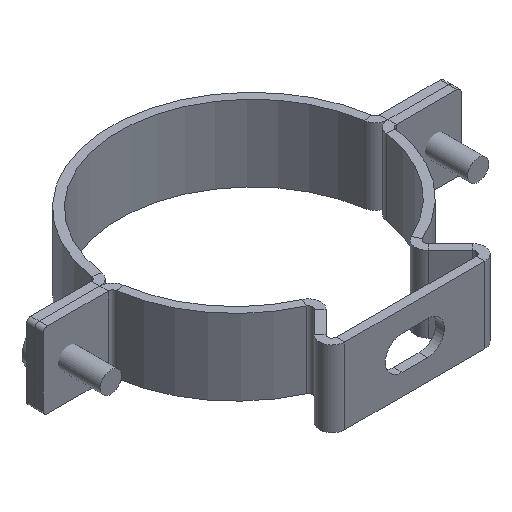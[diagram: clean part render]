
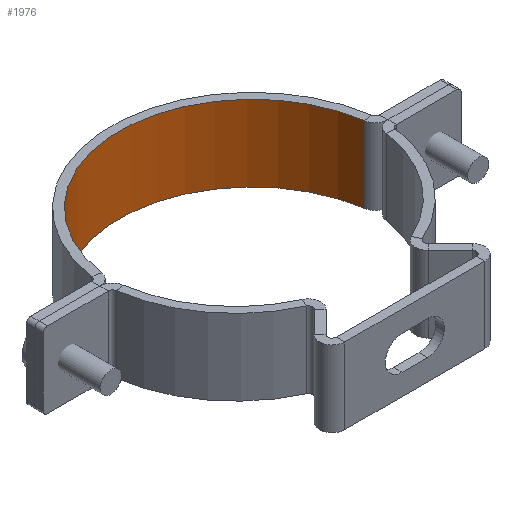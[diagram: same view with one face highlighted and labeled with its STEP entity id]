
A CAD part, isometric view. The second image highlights one B-rep face of the part: STEP entity #1976.
In plain terms, the highlighted cylindrical face has radius 31.5 mm (diameter 63 mm), a partial arc.
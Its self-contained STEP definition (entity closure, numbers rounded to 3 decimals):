
#243=FACE_OUTER_BOUND('',#372,.T.);
#372=EDGE_LOOP('',(#1690,#1691,#1692,#1693));
#531=LINE('',#3316,#698);
#537=LINE('',#3339,#704);
#698=VECTOR('',#2742,10.);
#704=VECTOR('',#2770,10.);
#811=CIRCLE('',#2247,31.5);
#816=CIRCLE('',#2257,31.5);
#947=VERTEX_POINT('',#3313);
#948=VERTEX_POINT('',#3315);
#953=VERTEX_POINT('',#3332);
#954=VERTEX_POINT('',#3338);
#1193=EDGE_CURVE('',#947,#948,#531,.T.);
#1202=EDGE_CURVE('',#953,#948,#811,.T.);
#1205=EDGE_CURVE('',#954,#953,#537,.T.);
#1212=EDGE_CURVE('',#954,#947,#816,.T.);
#1690=ORIENTED_EDGE('',*,*,#1193,.F.);
#1691=ORIENTED_EDGE('',*,*,#1212,.F.);
#1692=ORIENTED_EDGE('',*,*,#1205,.T.);
#1693=ORIENTED_EDGE('',*,*,#1202,.T.);
#1881=CYLINDRICAL_SURFACE('',#2258,31.5);
#1976=ADVANCED_FACE('',(#243),#1881,.F.);
#2247=AXIS2_PLACEMENT_3D('',#3333,#2761,#2762);
#2257=AXIS2_PLACEMENT_3D('',#3351,#2786,#2787);
#2258=AXIS2_PLACEMENT_3D('',#3352,#2788,#2789);
#2742=DIRECTION('',(0.,0.,-1.));
#2761=DIRECTION('center_axis',(0.,0.,-1.));
#2762=DIRECTION('ref_axis',(-0.989,0.145,0.));
#2770=DIRECTION('',(0.,0.,-1.));
#2786=DIRECTION('center_axis',(0.,0.,-1.));
#2787=DIRECTION('ref_axis',(-0.989,0.145,0.));
#2788=DIRECTION('center_axis',(0.,0.,-1.));
#2789=DIRECTION('ref_axis',(-0.989,0.145,0.));
#3313=CARTESIAN_POINT('',(31.167,4.565,9.));
#3315=CARTESIAN_POINT('',(31.167,4.565,-9.));
#3316=CARTESIAN_POINT('',(31.167,4.565,0.));
#3332=CARTESIAN_POINT('',(-31.167,4.565,-9.));
#3333=CARTESIAN_POINT('Origin',(0.,0.,
-9.));
#3338=CARTESIAN_POINT('',(-31.167,4.565,9.));
#3339=CARTESIAN_POINT('',(-31.167,4.565,0.));
#3351=CARTESIAN_POINT('Origin',(0.,0.,
9.));
#3352=CARTESIAN_POINT('Origin',(0.,0.,
0.));
